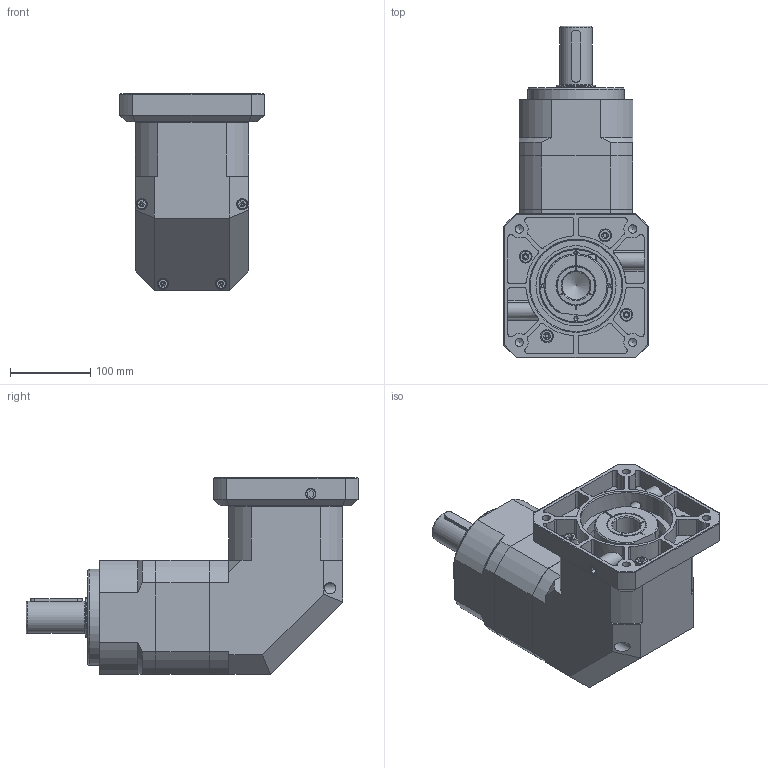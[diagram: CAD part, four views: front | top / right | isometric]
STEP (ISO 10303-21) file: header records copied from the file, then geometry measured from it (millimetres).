
FILE_DESCRIPTION((''),'2;1');
FILE_NAME('KSEL-142A-2.stp','2014-04-10T14:37:03',('young'),(''),'Autodesk Inventor 2012','Autodesk Inventor 2012','');
FILE_SCHEMA(('AUTOMOTIVE_DESIGN { 1 0 10303 214 1 1 1 1 }'));
Length unit declared in the file: millimetre
Products named in the file (1): KSEL-142A-2
Bounding box: 180 x 414 x 245 mm (x, y, z)
Volume: 5851986.3 mm3; surface area: 630065 mm2
Topology: 22 solids, 22 shells, 719 faces, 1820 edges, 1206 vertices
Faces by surface type: plane 379, cylinder 203, cone 100, torus 19, bspline 18
Full cylindrical faces by diameter (mm): 5 x4, 6.8 x4, 8 x4, 8.5 x16, 8.6 x1, 10 x9, 10.2 x5, 10.5 x4, 11 x1, 11.125 x2, 12 x1, 13 x6, 14 x4, 16 x5, 25 x1, 35 x1, 40 x1, 48 x1, 48.4 x1, 49.8 x2, 50 x2, 62 x1, 68 x1, 70 x1, 72 x5, 75 x1, 80 x1, 92 x2, 100 x1, 114.3 x1
Entity records: 28432 total; most frequent: CARTESIAN_POINT 12115, DIRECTION 3299, ORIENTED_EDGE 3192, EDGE_CURVE 1596, AXIS2_PLACEMENT_3D 1266, VERTEX_POINT 1158, EDGE_LOOP 1000, VECTOR 767
